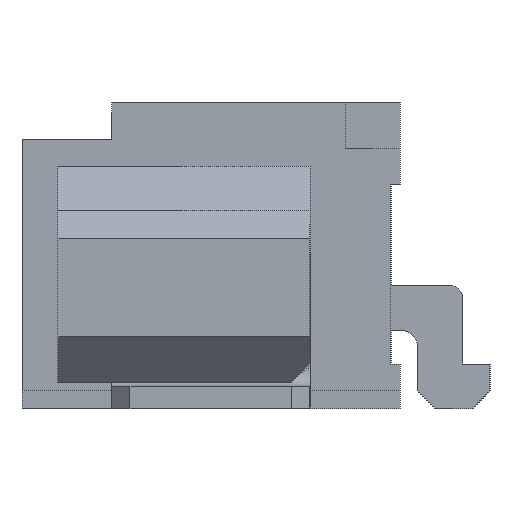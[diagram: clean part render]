
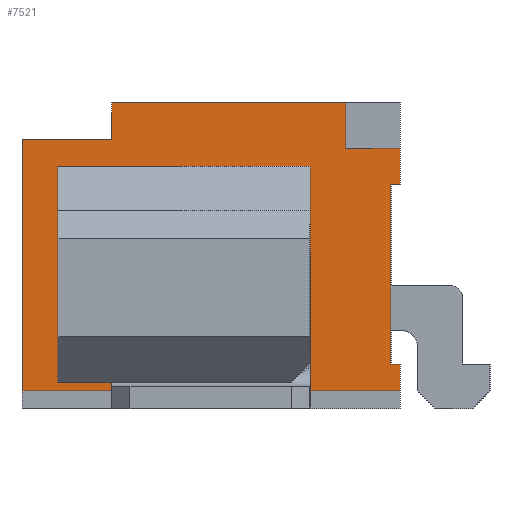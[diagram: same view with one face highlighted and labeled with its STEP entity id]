
A CAD part, left-side view. The second image highlights one B-rep face of the part: STEP entity #7521.
In plain terms, the highlighted planar face has unit normal (-1, 0, 0).
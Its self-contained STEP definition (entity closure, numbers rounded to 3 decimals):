
#105=DIRECTION('',(0.,0.,1.));
#106=VECTOR('',#105,0.3);
#107=CARTESIAN_POINT('',(-9.,-3.225,-1.6));
#108=LINE('',#107,#106);
#285=DIRECTION('',(0.,0.,1.));
#286=VECTOR('',#285,0.4);
#287=CARTESIAN_POINT('',(-9.,-3.225,0.7));
#288=LINE('',#287,#286);
#289=DIRECTION('',(0.,0.,1.));
#290=VECTOR('',#289,2.4);
#291=CARTESIAN_POINT('',(-9.,-2.225,-1.5));
#292=LINE('',#291,#290);
#293=DIRECTION('',(0.,-1.,0.));
#294=VECTOR('',#293,2.8);
#295=CARTESIAN_POINT('',(-9.,0.575,0.9));
#296=LINE('',#295,#294);
#297=DIRECTION('',(0.,0.,1.));
#298=VECTOR('',#297,2.4);
#299=CARTESIAN_POINT('',(-9.,0.575,-1.5));
#300=LINE('',#299,#298);
#301=DIRECTION('',(0.,-1.,0.));
#302=VECTOR('',#301,2.8);
#303=CARTESIAN_POINT('',(-9.,0.575,-1.5));
#304=LINE('',#303,#302);
#305=DIRECTION('',(0.,1.,0.));
#306=VECTOR('',#305,0.6);
#307=CARTESIAN_POINT('',(-9.,-3.225,1.1));
#308=LINE('',#307,#306);
#309=DIRECTION('',(0.,1.,0.));
#310=VECTOR('',#309,0.1);
#311=CARTESIAN_POINT('',(-9.,-3.225,0.7));
#312=LINE('',#311,#310);
#313=DIRECTION('',(0.,0.,1.));
#314=VECTOR('',#313,2.);
#315=CARTESIAN_POINT('',(-9.,-3.125,-1.3));
#316=LINE('',#315,#314);
#317=DIRECTION('',(0.,1.,0.));
#318=VECTOR('',#317,0.1);
#319=CARTESIAN_POINT('',(-9.,-3.225,-1.3));
#320=LINE('',#319,#318);
#321=DIRECTION('',(0.,-1.,0.));
#322=VECTOR('',#321,4.2);
#323=CARTESIAN_POINT('',(-9.,0.975,-1.6));
#324=LINE('',#323,#322);
#325=DIRECTION('',(0.,0.,1.));
#326=VECTOR('',#325,2.8);
#327=CARTESIAN_POINT('',(-9.,0.975,-1.6));
#328=LINE('',#327,#326);
#329=DIRECTION('',(0.,-1.,0.));
#330=VECTOR('',#329,1.);
#331=CARTESIAN_POINT('',(-9.,0.975,1.2));
#332=LINE('',#331,#330);
#333=DIRECTION('',(0.,0.,-1.));
#334=VECTOR('',#333,0.4);
#335=CARTESIAN_POINT('',(-9.,-0.025,1.6));
#336=LINE('',#335,#334);
#337=DIRECTION('',(0.,0.,-1.));
#338=VECTOR('',#337,0.5);
#339=CARTESIAN_POINT('',(-9.,-2.625,1.6));
#340=LINE('',#339,#338);
#1402=DIRECTION('',(0.,-1.,0.));
#1403=VECTOR('',#1402,2.6);
#1404=CARTESIAN_POINT('',(-9.,-0.025,1.6));
#1405=LINE('',#1404,#1403);
#5487=CARTESIAN_POINT('',(-9.,-0.025,1.6));
#5489=VERTEX_POINT('',#5487);
#5499=CARTESIAN_POINT('',(-9.,0.975,1.2));
#5500=CARTESIAN_POINT('',(-9.,-0.025,1.2));
#5501=VERTEX_POINT('',#5499);
#5502=VERTEX_POINT('',#5500);
#5547=CARTESIAN_POINT('',(-9.,-2.225,-1.5));
#5548=CARTESIAN_POINT('',(-9.,-2.225,0.9));
#5549=VERTEX_POINT('',#5547);
#5550=VERTEX_POINT('',#5548);
#5551=CARTESIAN_POINT('',(-9.,0.575,0.9));
#5552=VERTEX_POINT('',#5551);
#5553=CARTESIAN_POINT('',(-9.,0.575,-1.5));
#5554=VERTEX_POINT('',#5553);
#5735=CARTESIAN_POINT('',(-9.,-3.225,-1.3));
#5736=CARTESIAN_POINT('',(-9.,-3.125,-1.3));
#5737=VERTEX_POINT('',#5735);
#5738=VERTEX_POINT('',#5736);
#5739=CARTESIAN_POINT('',(-9.,-3.125,0.7));
#5740=VERTEX_POINT('',#5739);
#5741=CARTESIAN_POINT('',(-9.,-3.225,0.7));
#5742=VERTEX_POINT('',#5741);
#5841=CARTESIAN_POINT('',(-9.,-2.625,1.6));
#5842=VERTEX_POINT('',#5841);
#5843=CARTESIAN_POINT('',(-9.,-3.225,1.1));
#5844=CARTESIAN_POINT('',(-9.,-2.625,1.1));
#5845=VERTEX_POINT('',#5843);
#5846=VERTEX_POINT('',#5844);
#6219=CARTESIAN_POINT('',(-9.,0.975,-1.6));
#6220=CARTESIAN_POINT('',(-9.,-3.225,-1.6));
#6221=VERTEX_POINT('',#6219);
#6222=VERTEX_POINT('',#6220);
#7483=CARTESIAN_POINT('',(-9.,0.975,-1.8));
#7484=DIRECTION('',(-1.,0.,0.));
#7485=DIRECTION('',(0.,-1.,0.));
#7486=AXIS2_PLACEMENT_3D('',#7483,#7484,#7485);
#7487=PLANE('',#7486);
#7489=ORIENTED_EDGE('',*,*,#7488,.F.);
#7490=ORIENTED_EDGE('',*,*,#7463,.F.);
#7492=ORIENTED_EDGE('',*,*,#7491,.T.);
#7494=ORIENTED_EDGE('',*,*,#7493,.F.);
#7495=ORIENTED_EDGE('',*,*,#7473,.F.);
#7496=ORIENTED_EDGE('',*,*,#7335,.F.);
#7498=ORIENTED_EDGE('',*,*,#7497,.F.);
#7500=ORIENTED_EDGE('',*,*,#7499,.T.);
#7502=ORIENTED_EDGE('',*,*,#7501,.T.);
#7504=ORIENTED_EDGE('',*,*,#7503,.F.);
#7506=ORIENTED_EDGE('',*,*,#7505,.T.);
#7508=ORIENTED_EDGE('',*,*,#7507,.T.);
#7509=EDGE_LOOP('',(#7489,#7490,#7492,#7494,#7495,#7496,#7498,#7500,#7502,#7504,
#7506,#7508));
#7510=FACE_OUTER_BOUND('',#7509,.F.);
#7512=ORIENTED_EDGE('',*,*,#7511,.T.);
#7514=ORIENTED_EDGE('',*,*,#7513,.F.);
#7516=ORIENTED_EDGE('',*,*,#7515,.F.);
#7518=ORIENTED_EDGE('',*,*,#7517,.T.);
#7519=EDGE_LOOP('',(#7512,#7514,#7516,#7518));
#7520=FACE_BOUND('',#7519,.F.);
#7521=ADVANCED_FACE('',(#7510,#7520),#7487,.T.);
#7335=EDGE_CURVE('',#6222,#5737,#108,.T.);
#7463=EDGE_CURVE('',#5742,#5845,#288,.T.);
#7473=EDGE_CURVE('',#5737,#5738,#320,.T.);
#7488=EDGE_CURVE('',#5845,#5846,#308,.T.);
#7491=EDGE_CURVE('',#5742,#5740,#312,.T.);
#7493=EDGE_CURVE('',#5738,#5740,#316,.T.);
#7497=EDGE_CURVE('',#6221,#6222,#324,.T.);
#7499=EDGE_CURVE('',#6221,#5501,#328,.T.);
#7501=EDGE_CURVE('',#5501,#5502,#332,.T.);
#7503=EDGE_CURVE('',#5489,#5502,#336,.T.);
#7505=EDGE_CURVE('',#5489,#5842,#1405,.T.);
#7507=EDGE_CURVE('',#5842,#5846,#340,.T.);
#7511=EDGE_CURVE('',#5549,#5550,#292,.T.);
#7513=EDGE_CURVE('',#5552,#5550,#296,.T.);
#7515=EDGE_CURVE('',#5554,#5552,#300,.T.);
#7517=EDGE_CURVE('',#5554,#5549,#304,.T.);
